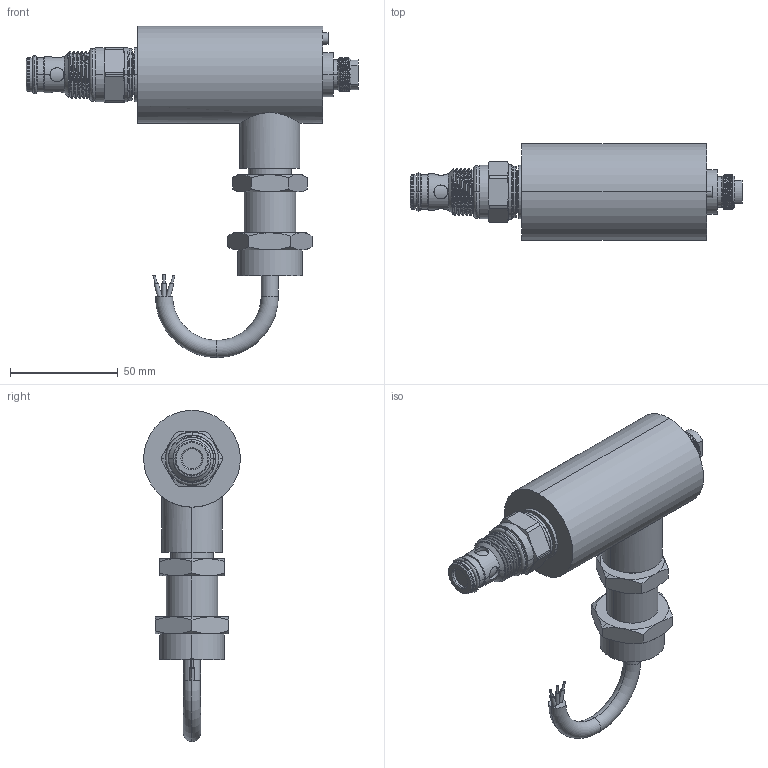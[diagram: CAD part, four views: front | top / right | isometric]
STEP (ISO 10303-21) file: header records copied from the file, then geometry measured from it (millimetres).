
FILE_DESCRIPTION (( 'STEP AP203' ), '1' );
FILE_NAME ('EP10W2E05N.STEP', '2023-11-08T06:54:22', ( '' ), ( '' ), 'SwSTEP 2.0', 'SolidWorks 2018', '' );
FILE_SCHEMA (( 'CONFIG_CONTROL_DESIGN' ));
Length unit declared in the file: millimetre
Products named in the file (1): EP10W2E05N
Bounding box: 154.4 x 45 x 154.07 mm (x, y, z)
Volume: 209059.4 mm3; surface area: 32659 mm2
Topology: 3 solids, 3 shells, 243 faces, 550 edges, 337 vertices
Faces by surface type: cylinder 98, plane 54, cone 52, torus 26, bspline 13
Entity records: 12561 total; most frequent: CARTESIAN_POINT 7297, ORIENTED_EDGE 1100, DIRECTION 1071, EDGE_CURVE 550, AXIS2_PLACEMENT_3D 460, VERTEX_POINT 337, EDGE_LOOP 271, FACE_OUTER_BOUND 243
